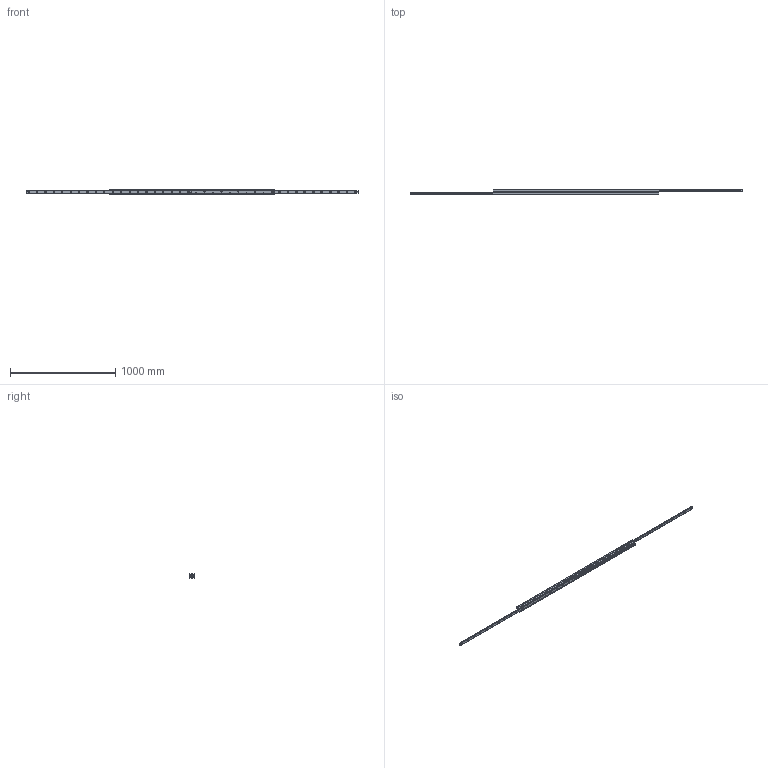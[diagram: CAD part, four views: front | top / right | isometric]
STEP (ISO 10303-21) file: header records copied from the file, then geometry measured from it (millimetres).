
FILE_DESCRIPTION((''),'2;1');
FILE_NAME('LCAH 43-1570.GD.stp','2016-01-14T16:05:03',('MRathmann'),(''),'Autodesk Inventor 2012','Autodesk Inventor 2012','');
FILE_SCHEMA(('CONFIG_CONTROL_DESIGN'));
Length unit declared in the file: millimetre
Products named in the file (9): LCAH 43-1570.GD.iam (Detailgenauigkeit1); LCH 43-1570.L; LCH 43-1570.R; LLMG 43-1570; LLMD 43-1570; KF.LCA 43-0775.GZ; + AS.L 43; + VKB.L 43 6x13,5; + VKB.L 43 M6x9
Assembly tree (16 placements, depth 2):
  LCAH 43-1570.GD.iam (Detailgenauigkeit1)
    LCH 43-1570.L
    LCH 43-1570.R
    LLMG 43-1570
    LLMD 43-1570
    KF.LCA 43-0775.GZ  x2
    + AS.L 43  x4
    + VKB.L 43 6x13,5  x4
    + VKB.L 43 M6x9  x2
Bounding box: 3156 x 44 x 43 mm (x, y, z)
Volume: 2083471.5 mm3; surface area: 937124.2 mm2
Topology: 16 solids, 16 shells, 480 faces, 1284 edges, 830 vertices
Faces by surface type: cylinder 208, plane 202, cone 70
Full cylindrical faces by diameter (mm): 4.917 x22, 5.8 x4, 6 x14, 6.5 x20, 6.647 x20, 7 x4, 8.5 x20
Entity records: 11467 total; most frequent: CARTESIAN_POINT 2259, DIRECTION 1936, ORIENTED_EDGE 1590, EDGE_CURVE 795, AXIS2_PLACEMENT_3D 784, EDGE_LOOP 680, VERTEX_POINT 607, CIRCLE 407
